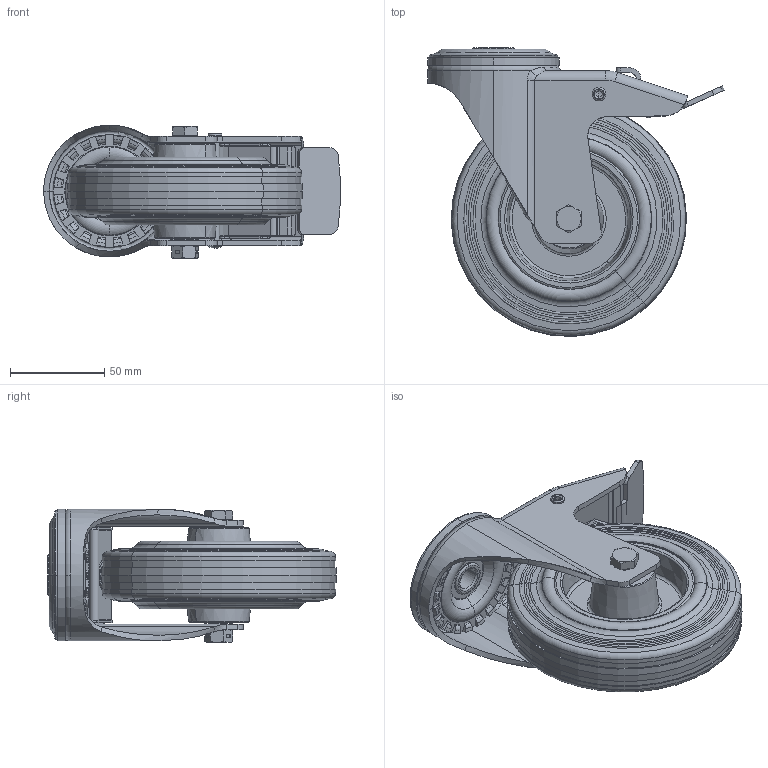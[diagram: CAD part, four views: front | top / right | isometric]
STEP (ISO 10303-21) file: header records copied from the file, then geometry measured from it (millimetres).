
FILE_DESCRIPTION (( 'STEP AP214' ), '1' );
FILE_NAME ('0056216.step', '2023-11-20T08:30:31', ( '' ), ( '' ), 'SwSTEP 2.0', 'SolidWorks 2020', '' );
FILE_SCHEMA (( 'AUTOMOTIVE_DESIGN' ));
Length unit declared in the file: millimetre
Products named in the file (1): 0056216
Bounding box: 157.58 x 153.47 x 71 mm (x, y, z)
Surface area: 138440.1 mm2 (no closed solid volume)
Topology: 0 solids, 16 shells, 650 faces, 1798 edges, 1166 vertices
Faces by surface type: plane 182, cylinder 166, torus 138, cone 124, bspline 24, sphere 16
Entity records: 31379 total; most frequent: CARTESIAN_POINT 7939, DIRECTION 3481, ORIENTED_EDGE 3163, EDGE_CURVE 1800, AXIS2_PLACEMENT_3D 1408, VERTEX_POINT 1168, CIRCLE 781, EDGE_LOOP 703
